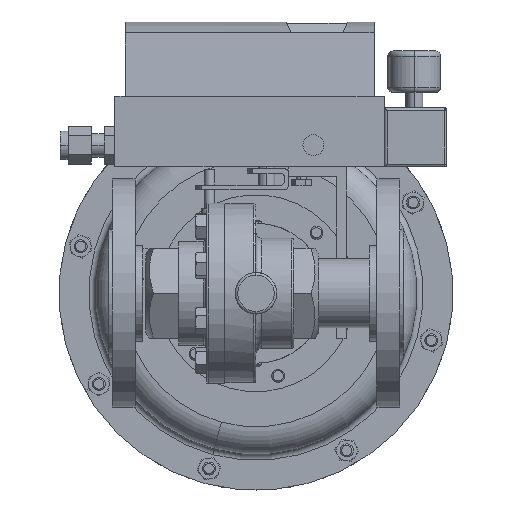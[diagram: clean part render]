
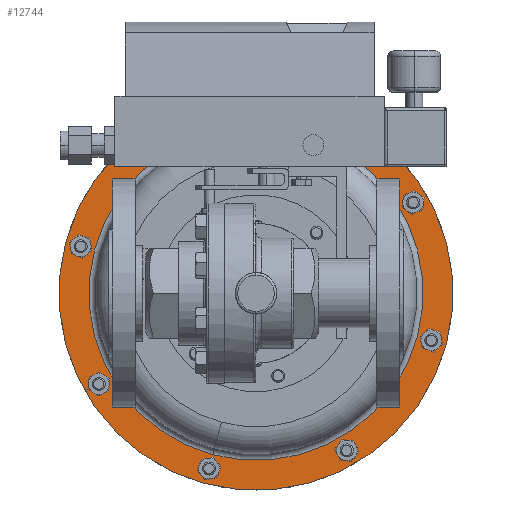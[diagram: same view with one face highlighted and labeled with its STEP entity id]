
A CAD part, front view. The second image highlights one B-rep face of the part: STEP entity #12744.
In plain terms, the highlighted planar face has unit normal (0, -1, 0).
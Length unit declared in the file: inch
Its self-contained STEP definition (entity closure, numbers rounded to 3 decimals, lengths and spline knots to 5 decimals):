
#341 = AXIS2_PLACEMENT_3D ( 'NONE', #10821, #33471, #14087 ) ;
#692 = ORIENTED_EDGE ( 'NONE', *, *, #899, .F. ) ;
#899 = EDGE_CURVE ( 'NONE', #20303, #16060, #19326, .T. ) ;
#1953 = EDGE_LOOP ( 'NONE', ( #18074, #33294 ) ) ;
#3842 = CIRCLE ( 'NONE', #21657, 4.029 ) ;
#6891 = FACE_OUTER_BOUND ( 'NONE', #40907, .T. ) ;
#7897 = AXIS2_PLACEMENT_3D ( 'NONE', #35103, #15695, #38424 ) ;
#8462 = DIRECTION ( 'NONE',  ( 0., 1., 0. ) ) ;
#10821 = CARTESIAN_POINT ( 'NONE',  ( 2.28313, 10.57865, 3.87371 ) ) ;
#11118 = AXIS2_PLACEMENT_3D ( 'NONE', #38695, #32233, #12840 ) ;
#12744 = ADVANCED_FACE ( 'NONE', ( #16429, #6891 ), #28976, .T. ) ;
#12840 = DIRECTION ( 'NONE',  ( 0.259, 0., 0.966 ) ) ;
#13746 = DIRECTION ( 'NONE',  ( 0., 1., 0. ) ) ;
#13898 = CARTESIAN_POINT ( 'NONE',  ( 3.32591, 10.57865, 7.76542 ) ) ;
#14087 = DIRECTION ( 'NONE',  ( -0.259, 0., -0.966 ) ) ;
#14500 = VERTEX_POINT ( 'NONE', #13898 ) ;
#15695 = DIRECTION ( 'NONE',  ( 0., 1., 0. ) ) ;
#15771 = VERTEX_POINT ( 'NONE', #37832 ) ;
#16060 = VERTEX_POINT ( 'NONE', #38686 ) ;
#16111 = CIRCLE ( 'NONE', #341, 4.029 ) ;
#16429 = FACE_BOUND ( 'NONE', #1953, .T. ) ;
#17316 = EDGE_CURVE ( 'NONE', #16060, #20303, #36637, .T. ) ;
#18074 = ORIENTED_EDGE ( 'NONE', *, *, #28584, .T. ) ;
#19326 = CIRCLE ( 'NONE', #37311, 4.75 ) ;
#20303 = VERTEX_POINT ( 'NONE', #40527 ) ;
#21657 = AXIS2_PLACEMENT_3D ( 'NONE', #27810, #8462, #31042 ) ;
#27810 = CARTESIAN_POINT ( 'NONE',  ( 2.28313, 10.57865, 3.87371 ) ) ;
#28584 = EDGE_CURVE ( 'NONE', #15771, #14500, #16111, .T. ) ;
#28976 = PLANE ( 'NONE',  #11118 ) ;
#31042 = DIRECTION ( 'NONE',  ( -0.259, 0., -0.966 ) ) ;
#32233 = DIRECTION ( 'NONE',  ( 0., -1., 0. ) ) ;
#33294 = ORIENTED_EDGE ( 'NONE', *, *, #35447, .T. ) ;
#33471 = DIRECTION ( 'NONE',  ( 0., 1., 0. ) ) ;
#35103 = CARTESIAN_POINT ( 'NONE',  ( 2.28313, 10.57865, 3.87371 ) ) ;
#35447 = EDGE_CURVE ( 'NONE', #14500, #15771, #3842, .T. ) ;
#36452 = CARTESIAN_POINT ( 'NONE',  ( 2.28313, 10.57865, 3.87371 ) ) ;
#36637 = CIRCLE ( 'NONE', #7897, 4.75 ) ;
#37311 = AXIS2_PLACEMENT_3D ( 'NONE', #36452, #13746, #40313 ) ;
#37832 = CARTESIAN_POINT ( 'NONE',  ( 1.24035, 10.57865, -0.01801 ) ) ;
#38424 = DIRECTION ( 'NONE',  ( -0.259, 0., -0.966 ) ) ;
#38686 = CARTESIAN_POINT ( 'NONE',  ( 1.05374, 10.57865, -0.71444 ) ) ;
#38695 = CARTESIAN_POINT ( 'NONE',  ( -2.30502, 10.57865, 5.1031 ) ) ;
#40313 = DIRECTION ( 'NONE',  ( -0.259, 0., -0.966 ) ) ;
#40527 = CARTESIAN_POINT ( 'NONE',  ( 3.51252, 10.57865, 8.46186 ) ) ;
#40907 = EDGE_LOOP ( 'NONE', ( #41901, #692 ) ) ;
#41901 = ORIENTED_EDGE ( 'NONE', *, *, #17316, .F. ) ;
